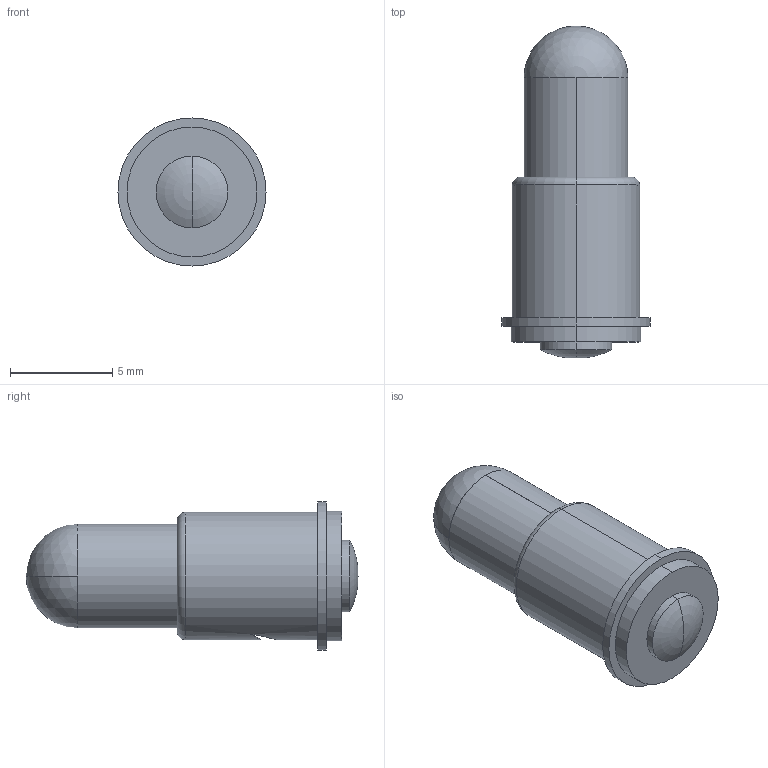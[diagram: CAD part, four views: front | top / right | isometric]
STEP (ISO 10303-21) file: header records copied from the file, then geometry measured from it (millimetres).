
FILE_DESCRIPTION (( 'STEP AP214' ), '1' );
FILE_NAME ('MF200 Series.STEP', '2018-10-10T16:06:39', ( 'skyadmin' ), ( 'Microsoft' ), 'SwSTEP 2.0', 'SolidWorks 2018', '' );
FILE_SCHEMA (( 'AUTOMOTIVE_DESIGN' ));
Length unit declared in the file: foot
Products named in the file (3): 200-BR_CUT FOR MF200 SERIES; MF200N-R-; MF200 Series
Assembly tree (2 placements, depth 2):
  MF200 Series
    MF200N-R-
    200-BR_CUT FOR MF200 SERIES
Bounding box: 7.24 x 16.23 x 7.24 mm (x, y, z)
Volume: 99.3 mm3; surface area: 771.3 mm2
Topology: 2 solids, 3 shells, 68 faces, 166 edges, 105 vertices
Faces by surface type: plane 36, cylinder 20, torus 4, bspline 4, sphere 4
Entity records: 2597 total; most frequent: CARTESIAN_POINT 590, DIRECTION 340, ORIENTED_EDGE 320, EDGE_CURVE 160, AXIS2_PLACEMENT_3D 123, VERTEX_POINT 105, VECTOR 94, LINE 94
